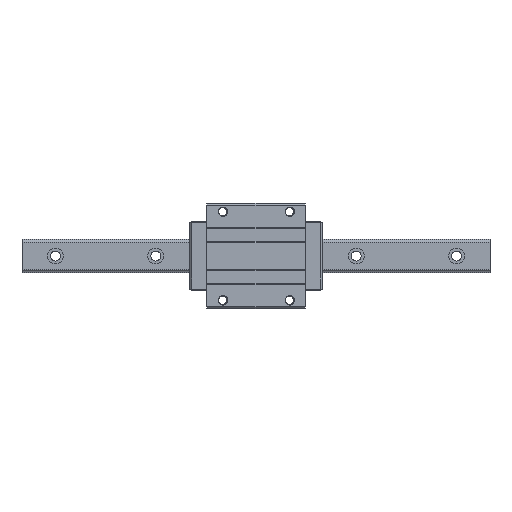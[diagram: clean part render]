
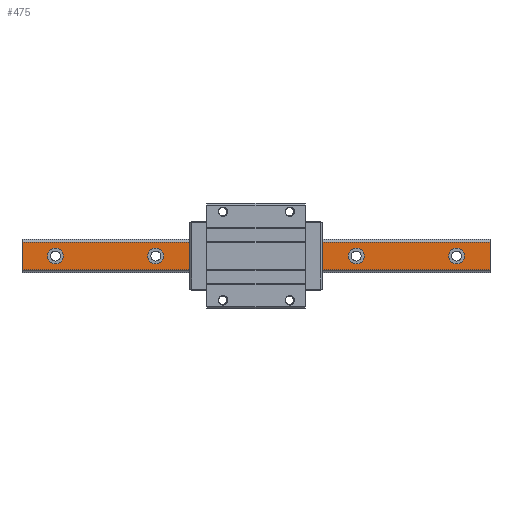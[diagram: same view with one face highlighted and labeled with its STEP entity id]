
A CAD part, top view. The second image highlights one B-rep face of the part: STEP entity #475.
In plain terms, the highlighted planar face has unit normal (0, 0, 1).
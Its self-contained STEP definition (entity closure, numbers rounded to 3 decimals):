
#121=FACE_BOUND('',#1001,.T.);
#122=FACE_BOUND('',#1002,.T.);
#123=FACE_BOUND('',#1003,.T.);
#124=FACE_BOUND('',#1004,.T.);
#125=FACE_BOUND('',#1005,.T.);
#126=FACE_BOUND('',#1006,.T.);
#475=ADVANCED_FACE('',(#121,#122,#123,#124,#125,#126),#671,.F.);
#671=PLANE('',#4077);
#1001=EDGE_LOOP('',(#1909));
#1002=EDGE_LOOP('',(#1910));
#1003=EDGE_LOOP('',(#1911));
#1004=EDGE_LOOP('',(#1912));
#1005=EDGE_LOOP('',(#1913));
#1006=EDGE_LOOP('',(#1914,#1915,#1916,#1917));
#1226=LINE('',#5438,#1489);
#1262=LINE('',#5686,#1525);
#1263=LINE('',#5700,#1526);
#1264=LINE('',#5701,#1527);
#1489=VECTOR('',#4410,1.);
#1525=VECTOR('',#4582,1.);
#1526=VECTOR('',#4597,1.);
#1527=VECTOR('',#4598,1.);
#1909=ORIENTED_EDGE('',*,*,#3378,.T.);
#1910=ORIENTED_EDGE('',*,*,#3379,.T.);
#1911=ORIENTED_EDGE('',*,*,#3380,.T.);
#1912=ORIENTED_EDGE('',*,*,#3381,.T.);
#1913=ORIENTED_EDGE('',*,*,#3382,.T.);
#1914=ORIENTED_EDGE('',*,*,#3383,.T.);
#1915=ORIENTED_EDGE('',*,*,#3282,.F.);
#1916=ORIENTED_EDGE('',*,*,#3384,.F.);
#1917=ORIENTED_EDGE('',*,*,#3376,.T.);
#2884=VERTEX_POINT('',#5429);
#2887=VERTEX_POINT('',#5437);
#2951=VERTEX_POINT('',#5685);
#2952=VERTEX_POINT('',#5687);
#2953=VERTEX_POINT('',#5691);
#2954=VERTEX_POINT('',#5693);
#2955=VERTEX_POINT('',#5695);
#2956=VERTEX_POINT('',#5697);
#2957=VERTEX_POINT('',#5699);
#3282=EDGE_CURVE('',#2887,#2884,#1226,.T.);
#3376=EDGE_CURVE('',#2952,#2951,#1262,.T.);
#3378=EDGE_CURVE('',#2953,#2953,#3874,.T.);
#3379=EDGE_CURVE('',#2954,#2954,#3875,.T.);
#3380=EDGE_CURVE('',#2955,#2955,#3876,.T.);
#3381=EDGE_CURVE('',#2956,#2956,#3877,.T.);
#3382=EDGE_CURVE('',#2957,#2957,#3878,.T.);
#3383=EDGE_CURVE('',#2951,#2884,#1263,.T.);
#3384=EDGE_CURVE('',#2952,#2887,#1264,.T.);
#3874=CIRCLE('',#4072,4.75);
#3875=CIRCLE('',#4073,4.75);
#3876=CIRCLE('',#4074,4.75);
#3877=CIRCLE('',#4075,4.75);
#3878=CIRCLE('',#4076,4.75);
#4072=AXIS2_PLACEMENT_3D('',#5690,#4587,#4588);
#4073=AXIS2_PLACEMENT_3D('',#5692,#4589,#4590);
#4074=AXIS2_PLACEMENT_3D('',#5694,#4591,#4592);
#4075=AXIS2_PLACEMENT_3D('',#5696,#4593,#4594);
#4076=AXIS2_PLACEMENT_3D('',#5698,#4595,#4596);
#4077=AXIS2_PLACEMENT_3D('',#5702,#4599,#4600);
#4410=DIRECTION('',(-1.,0.,0.));
#4582=DIRECTION('',(-1.,0.,0.));
#4587=DIRECTION('',(0.,0.,-1.));
#4588=DIRECTION('',(-1.,0.,0.));
#4589=DIRECTION('',(0.,0.,-1.));
#4590=DIRECTION('',(-1.,0.,0.));
#4591=DIRECTION('',(0.,0.,-1.));
#4592=DIRECTION('',(-1.,0.,0.));
#4593=DIRECTION('',(0.,0.,-1.));
#4594=DIRECTION('',(-1.,0.,0.));
#4595=DIRECTION('',(0.,0.,-1.));
#4596=DIRECTION('',(-1.,0.,0.));
#4597=DIRECTION('',(0.,-1.,0.));
#4598=DIRECTION('',(0.,-1.,0.));
#4599=DIRECTION('',(0.,0.,-1.));
#4600=DIRECTION('',(-1.,0.,0.));
#5429=CARTESIAN_POINT('',(-704.893,-956.044,16.5));
#5437=CARTESIAN_POINT('',(-424.893,-956.044,16.5));
#5438=CARTESIAN_POINT('',(-484.893,-956.044,16.5));
#5685=CARTESIAN_POINT('',(-704.893,-939.732,16.5));
#5686=CARTESIAN_POINT('',(-484.893,-939.732,16.5));
#5687=CARTESIAN_POINT('',(-424.893,-939.732,16.5));
#5690=CARTESIAN_POINT('',(-444.893,-947.888,16.5));
#5691=CARTESIAN_POINT('',(-449.643,-947.888,16.5));
#5692=CARTESIAN_POINT('',(-504.893,-947.888,16.5));
#5693=CARTESIAN_POINT('',(-509.643,-947.888,16.5));
#5694=CARTESIAN_POINT('',(-564.893,-947.888,16.5));
#5695=CARTESIAN_POINT('',(-569.643,-947.888,16.5));
#5696=CARTESIAN_POINT('',(-624.893,-947.888,16.5));
#5697=CARTESIAN_POINT('',(-629.643,-947.888,16.5));
#5698=CARTESIAN_POINT('',(-684.893,-947.888,16.5));
#5699=CARTESIAN_POINT('',(-689.643,-947.888,16.5));
#5700=CARTESIAN_POINT('',(-704.893,-939.732,16.5));
#5701=CARTESIAN_POINT('',(-424.893,-947.888,16.5));
#5702=CARTESIAN_POINT('',(-484.893,-939.732,16.5));
